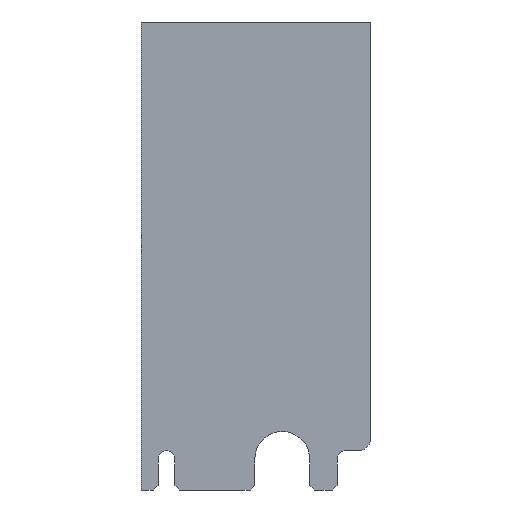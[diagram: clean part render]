
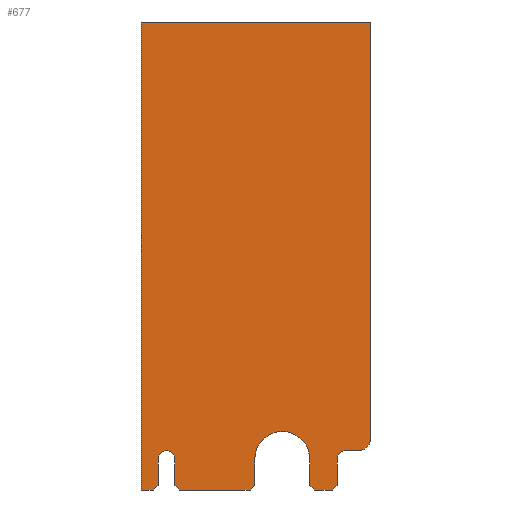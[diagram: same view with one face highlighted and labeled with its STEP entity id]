
A CAD part, front view. The second image highlights one B-rep face of the part: STEP entity #677.
In plain terms, the highlighted planar face has unit normal (0, -1, 0).
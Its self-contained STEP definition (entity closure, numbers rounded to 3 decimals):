
#33=PLANE('',#749);
#60=FACE_OUTER_BOUND('',#100,.T.);
#100=EDGE_LOOP('',(#547,#548,#549,#550,#551,#552,#553,#554,#555,#556,#557,
#558,#559,#560,#561,#562,#563,#564,#565,#566,#567));
#134=LINE('',#1013,#210);
#159=LINE('',#1078,#235);
#163=LINE('',#1088,#239);
#165=LINE('',#1091,#241);
#167=LINE('',#1096,#243);
#169=LINE('',#1100,#245);
#171=LINE('',#1104,#247);
#172=LINE('',#1106,#248);
#173=LINE('',#1108,#249);
#174=LINE('',#1110,#250);
#175=LINE('',#1112,#251);
#176=LINE('',#1116,#252);
#177=LINE('',#1118,#253);
#178=LINE('',#1120,#254);
#179=LINE('',#1122,#255);
#180=LINE('',#1124,#256);
#181=LINE('',#1126,#257);
#210=VECTOR('',#815,10.);
#235=VECTOR('',#864,10.);
#239=VECTOR('',#874,10.);
#241=VECTOR('',#878,10.);
#243=VECTOR('',#882,10.);
#245=VECTOR('',#886,10.);
#247=VECTOR('',#890,10.);
#248=VECTOR('',#891,10.);
#249=VECTOR('',#892,10.);
#250=VECTOR('',#893,10.);
#251=VECTOR('',#894,10.);
#252=VECTOR('',#897,10.);
#253=VECTOR('',#898,10.);
#254=VECTOR('',#899,10.);
#255=VECTOR('',#900,10.);
#256=VECTOR('',#901,10.);
#257=VECTOR('',#904,10.);
#285=CIRCLE('',#737,5.);
#289=CIRCLE('',#744,3.5);
#290=CIRCLE('',#750,3.5);
#291=CIRCLE('',#751,11.5);
#309=VERTEX_POINT('',#1010);
#310=VERTEX_POINT('',#1012);
#317=VERTEX_POINT('',#1030);
#338=VERTEX_POINT('',#1077);
#339=VERTEX_POINT('',#1081);
#340=VERTEX_POINT('',#1085);
#341=VERTEX_POINT('',#1087);
#342=VERTEX_POINT('',#1093);
#343=VERTEX_POINT('',#1095);
#344=VERTEX_POINT('',#1099);
#345=VERTEX_POINT('',#1103);
#346=VERTEX_POINT('',#1105);
#347=VERTEX_POINT('',#1107);
#348=VERTEX_POINT('',#1109);
#349=VERTEX_POINT('',#1111);
#350=VERTEX_POINT('',#1113);
#351=VERTEX_POINT('',#1115);
#352=VERTEX_POINT('',#1117);
#353=VERTEX_POINT('',#1119);
#354=VERTEX_POINT('',#1121);
#355=VERTEX_POINT('',#1123);
#377=EDGE_CURVE('',#310,#309,#134,.T.);
#386=EDGE_CURVE('',#310,#317,#285,.T.);
#410=EDGE_CURVE('',#338,#317,#159,.T.);
#412=EDGE_CURVE('',#339,#338,#289,.T.);
#415=EDGE_CURVE('',#340,#341,#163,.T.);
#417=EDGE_CURVE('',#340,#339,#165,.T.);
#419=EDGE_CURVE('',#342,#343,#167,.T.);
#421=EDGE_CURVE('',#344,#343,#169,.T.);
#423=EDGE_CURVE('',#309,#345,#171,.T.);
#424=EDGE_CURVE('',#345,#346,#172,.T.);
#425=EDGE_CURVE('',#346,#347,#173,.T.);
#426=EDGE_CURVE('',#348,#347,#174,.T.);
#427=EDGE_CURVE('',#348,#349,#175,.T.);
#428=EDGE_CURVE('',#349,#350,#290,.T.);
#429=EDGE_CURVE('',#350,#351,#176,.T.);
#430=EDGE_CURVE('',#352,#351,#177,.T.);
#431=EDGE_CURVE('',#352,#353,#178,.T.);
#432=EDGE_CURVE('',#354,#353,#179,.T.);
#433=EDGE_CURVE('',#354,#355,#180,.T.);
#434=EDGE_CURVE('',#355,#344,#291,.T.);
#435=EDGE_CURVE('',#342,#341,#181,.T.);
#547=ORIENTED_EDGE('',*,*,#386,.F.);
#548=ORIENTED_EDGE('',*,*,#377,.T.);
#549=ORIENTED_EDGE('',*,*,#423,.T.);
#550=ORIENTED_EDGE('',*,*,#424,.T.);
#551=ORIENTED_EDGE('',*,*,#425,.T.);
#552=ORIENTED_EDGE('',*,*,#426,.F.);
#553=ORIENTED_EDGE('',*,*,#427,.T.);
#554=ORIENTED_EDGE('',*,*,#428,.T.);
#555=ORIENTED_EDGE('',*,*,#429,.T.);
#556=ORIENTED_EDGE('',*,*,#430,.F.);
#557=ORIENTED_EDGE('',*,*,#431,.T.);
#558=ORIENTED_EDGE('',*,*,#432,.F.);
#559=ORIENTED_EDGE('',*,*,#433,.T.);
#560=ORIENTED_EDGE('',*,*,#434,.T.);
#561=ORIENTED_EDGE('',*,*,#421,.T.);
#562=ORIENTED_EDGE('',*,*,#419,.F.);
#563=ORIENTED_EDGE('',*,*,#435,.T.);
#564=ORIENTED_EDGE('',*,*,#415,.F.);
#565=ORIENTED_EDGE('',*,*,#417,.T.);
#566=ORIENTED_EDGE('',*,*,#412,.T.);
#567=ORIENTED_EDGE('',*,*,#410,.T.);
#677=ADVANCED_FACE('',(#60),#33,.F.);
#737=AXIS2_PLACEMENT_3D('',#1031,#832,#833);
#744=AXIS2_PLACEMENT_3D('',#1082,#868,#869);
#749=AXIS2_PLACEMENT_3D('',#1102,#888,#889);
#750=AXIS2_PLACEMENT_3D('',#1114,#895,#896);
#751=AXIS2_PLACEMENT_3D('',#1125,#902,#903);
#815=DIRECTION('',(0.,0.,1.));
#832=DIRECTION('center_axis',(0.,1.,0.));
#833=DIRECTION('ref_axis',(0.707,0.,-0.707));
#864=DIRECTION('',(1.,0.,0.));
#868=DIRECTION('center_axis',(0.,1.,0.));
#869=DIRECTION('ref_axis',(1.,0.,0.));
#874=DIRECTION('',(-0.707,0.,-0.707));
#878=DIRECTION('',(0.,0.,1.));
#882=DIRECTION('',(-0.707,0.,0.707));
#886=DIRECTION('',(0.,0.,-1.));
#888=DIRECTION('center_axis',(0.,1.,0.));
#889=DIRECTION('ref_axis',(0.,0.,1.));
#890=DIRECTION('',(-1.,0.,0.));
#891=DIRECTION('',(0.,0.,-1.));
#892=DIRECTION('',(1.,0.,0.));
#893=DIRECTION('',(-0.707,0.,-0.707));
#894=DIRECTION('',(0.,0.,1.));
#895=DIRECTION('center_axis',(0.,1.,0.));
#896=DIRECTION('ref_axis',(1.,0.,0.));
#897=DIRECTION('',(0.,0.,-1.));
#898=DIRECTION('',(-0.707,0.,0.707));
#899=DIRECTION('',(1.,0.,0.));
#900=DIRECTION('',(-0.707,0.,-0.707));
#901=DIRECTION('',(0.,0.,1.));
#902=DIRECTION('center_axis',(0.,1.,0.));
#903=DIRECTION('ref_axis',(1.,0.,0.));
#904=DIRECTION('',(1.,0.,0.));
#1010=CARTESIAN_POINT('',(48.,-2.,98.));
#1012=CARTESIAN_POINT('',(48.,-2.,-76.5));
#1013=CARTESIAN_POINT('',(48.,-2.,98.));
#1030=CARTESIAN_POINT('',(43.,-2.,-81.5));
#1031=CARTESIAN_POINT('Origin',(43.,-2.,-76.5));
#1077=CARTESIAN_POINT('',(37.5,-2.,-81.5));
#1078=CARTESIAN_POINT('',(24.,-2.,-81.5));
#1081=CARTESIAN_POINT('',(34.,-2.,-85.));
#1082=CARTESIAN_POINT('Origin',(37.5,-2.,-85.));
#1085=CARTESIAN_POINT('',(34.,-2.,-96.));
#1087=CARTESIAN_POINT('',(32.,-2.,-98.));
#1088=CARTESIAN_POINT('',(49.,-2.,-81.));
#1091=CARTESIAN_POINT('',(34.,-2.,-85.));
#1093=CARTESIAN_POINT('',(24.5,-2.,-98.));
#1095=CARTESIAN_POINT('',(22.5,-2.,-96.));
#1096=CARTESIAN_POINT('',(-6.625,-2.,-66.875));
#1099=CARTESIAN_POINT('',(22.5,-2.,-85.));
#1100=CARTESIAN_POINT('',(22.5,-2.,-98.));
#1102=CARTESIAN_POINT('Origin',(0.,-2.,0.));
#1103=CARTESIAN_POINT('',(-48.,-2.,98.));
#1104=CARTESIAN_POINT('',(-48.,-2.,98.));
#1105=CARTESIAN_POINT('',(-48.,-2.,-98.));
#1106=CARTESIAN_POINT('',(-48.,-2.,-98.));
#1107=CARTESIAN_POINT('',(-43.,-2.,-98.));
#1108=CARTESIAN_POINT('',(48.,-2.,-98.));
#1109=CARTESIAN_POINT('',(-41.,-2.,-96.));
#1110=CARTESIAN_POINT('',(-7.25,-2.,-62.25));
#1111=CARTESIAN_POINT('',(-41.,-2.,-85.));
#1112=CARTESIAN_POINT('',(-41.,-2.,-85.));
#1113=CARTESIAN_POINT('',(-34.,-2.,-85.));
#1114=CARTESIAN_POINT('Origin',(-37.5,-2.,-85.));
#1115=CARTESIAN_POINT('',(-34.,-2.,-96.));
#1116=CARTESIAN_POINT('',(-34.,-2.,-98.));
#1117=CARTESIAN_POINT('',(-32.,-2.,-98.));
#1118=CARTESIAN_POINT('',(-49.,-2.,-81.));
#1119=CARTESIAN_POINT('',(-2.5,-2.,-98.));
#1120=CARTESIAN_POINT('',(48.,-2.,-98.));
#1121=CARTESIAN_POINT('',(-0.5,-2.,-96.));
#1122=CARTESIAN_POINT('',(23.125,-2.,-72.375));
#1123=CARTESIAN_POINT('',(-0.5,-2.,-85.));
#1124=CARTESIAN_POINT('',(-0.5,-2.,-85.));
#1125=CARTESIAN_POINT('Origin',(11.,-2.,-85.));
#1126=CARTESIAN_POINT('',(48.,-2.,-98.));
